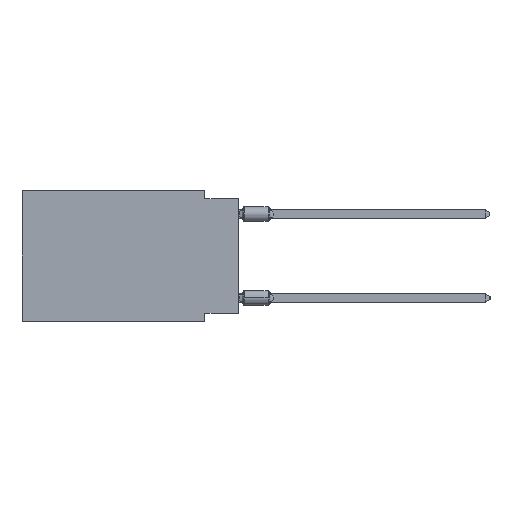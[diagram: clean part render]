
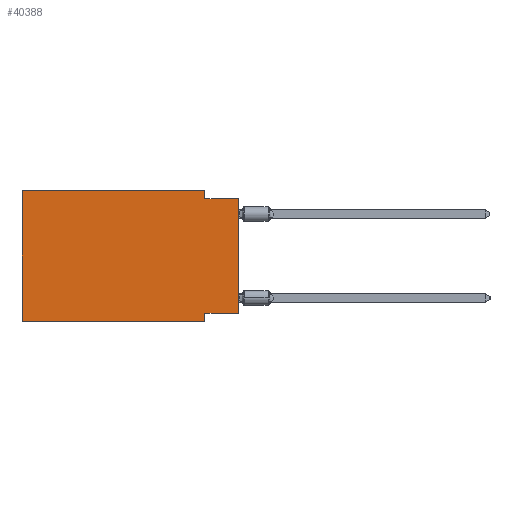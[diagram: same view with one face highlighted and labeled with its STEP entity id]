
A CAD part, left-side view. The second image highlights one B-rep face of the part: STEP entity #40388.
In plain terms, the highlighted planar face has unit normal (-1, 0, 0).
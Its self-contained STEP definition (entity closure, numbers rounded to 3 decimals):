
#870 = ORIENTED_EDGE ( 'NONE', *, *, #32342, .F. ) ;
#2002 = CARTESIAN_POINT ( 'NONE',  ( 0., 16.383, 0. ) ) ;
#6895 = EDGE_CURVE ( 'NONE', #36363, #15666, #26227, .T. ) ;
#7004 = EDGE_CURVE ( 'NONE', #36363, #30240, #15340, .T. ) ;
#7252 = ORIENTED_EDGE ( 'NONE', *, *, #54846, .F. ) ;
#7431 = CARTESIAN_POINT ( 'NONE',  ( 0., 0., -0.635 ) ) ;
#7680 = LINE ( 'NONE', #8526, #26512 ) ;
#8526 = CARTESIAN_POINT ( 'NONE',  ( 0., 0., 0. ) ) ;
#10783 = CARTESIAN_POINT ( 'NONE',  ( 0., 16.383, 0. ) ) ;
#11730 = EDGE_LOOP ( 'NONE', ( #39759, #7252, #43933, #33906, #31621, #28172, #23406, #870 ) ) ;
#12464 = CARTESIAN_POINT ( 'NONE',  ( 0., 16.383, 0. ) ) ;
#13230 = LINE ( 'NONE', #43481, #19186 ) ;
#13573 = AXIS2_PLACEMENT_3D ( 'NONE', #2002, #36265, #27981 ) ;
#15195 = DIRECTION ( 'NONE',  ( 0., 0., -1. ) ) ;
#15340 = LINE ( 'NONE', #10783, #36497 ) ;
#15666 = VERTEX_POINT ( 'NONE', #53749 ) ;
#16890 = EDGE_CURVE ( 'NONE', #48282, #20002, #13230, .T. ) ;
#17631 = EDGE_CURVE ( 'NONE', #40169, #55595, #7680, .T. ) ;
#19186 = VECTOR ( 'NONE', #39770, 1000. ) ;
#19860 = LINE ( 'NONE', #54662, #26393 ) ;
#20002 = VERTEX_POINT ( 'NONE', #37359 ) ;
#20918 = CARTESIAN_POINT ( 'NONE',  ( 0., 16.383, 0. ) ) ;
#21304 = EDGE_CURVE ( 'NONE', #28702, #15666, #54284, .T. ) ;
#21324 = LINE ( 'NONE', #12464, #32136 ) ;
#23406 = ORIENTED_EDGE ( 'NONE', *, *, #21304, .F. ) ;
#24102 = CARTESIAN_POINT ( 'NONE',  ( 0., 0., -9.271 ) ) ;
#26174 = DIRECTION ( 'NONE',  ( 0., -1., 0. ) ) ;
#26227 = LINE ( 'NONE', #43907, #29180 ) ;
#26393 = VECTOR ( 'NONE', #29252, 1000. ) ;
#26512 = VECTOR ( 'NONE', #51913, 1000. ) ;
#26786 = DIRECTION ( 'NONE',  ( 0., -1., 0. ) ) ;
#27981 = DIRECTION ( 'NONE',  ( 0., 0., -1. ) ) ;
#28172 = ORIENTED_EDGE ( 'NONE', *, *, #6895, .T. ) ;
#28198 = DIRECTION ( 'NONE',  ( 0., 0., 1. ) ) ;
#28438 = CARTESIAN_POINT ( 'NONE',  ( 0., 2.54, -9.271 ) ) ;
#28702 = VERTEX_POINT ( 'NONE', #28438 ) ;
#29180 = VECTOR ( 'NONE', #26786, 1000. ) ;
#29252 = DIRECTION ( 'NONE',  ( 0., -1., 0. ) ) ;
#30240 = VERTEX_POINT ( 'NONE', #20918 ) ;
#31621 = ORIENTED_EDGE ( 'NONE', *, *, #7004, .F. ) ;
#32136 = VECTOR ( 'NONE', #26174, 1000. ) ;
#32342 = EDGE_CURVE ( 'NONE', #40169, #28702, #46477, .T. ) ;
#33906 = ORIENTED_EDGE ( 'NONE', *, *, #43061, .F. ) ;
#34802 = CARTESIAN_POINT ( 'NONE',  ( 0., 16.383, -9.906 ) ) ;
#35703 = CARTESIAN_POINT ( 'NONE',  ( 0., 2.54, 0. ) ) ;
#36265 = DIRECTION ( 'NONE',  ( 1., 0., 0. ) ) ;
#36363 = VERTEX_POINT ( 'NONE', #34802 ) ;
#36497 = VECTOR ( 'NONE', #28198, 1000. ) ;
#37359 = CARTESIAN_POINT ( 'NONE',  ( 0., 2.54, -0.635 ) ) ;
#37713 = VECTOR ( 'NONE', #15195, 1000. ) ;
#39759 = ORIENTED_EDGE ( 'NONE', *, *, #17631, .T. ) ;
#39770 = DIRECTION ( 'NONE',  ( 0., 0., -1. ) ) ;
#40169 = VERTEX_POINT ( 'NONE', #24102 ) ;
#40388 = ADVANCED_FACE ( 'NONE', ( #47748 ), #45099, .F. ) ;
#41271 = VECTOR ( 'NONE', #50463, 1000. ) ;
#41429 = CARTESIAN_POINT ( 'NONE',  ( 0., 2.54, -9.906 ) ) ;
#43061 = EDGE_CURVE ( 'NONE', #30240, #48282, #21324, .T. ) ;
#43481 = CARTESIAN_POINT ( 'NONE',  ( 0., 2.54, 0. ) ) ;
#43907 = CARTESIAN_POINT ( 'NONE',  ( 0., 16.383, -9.906 ) ) ;
#43933 = ORIENTED_EDGE ( 'NONE', *, *, #16890, .F. ) ;
#45099 = PLANE ( 'NONE',  #13573 ) ;
#46477 = LINE ( 'NONE', #55603, #41271 ) ;
#47748 = FACE_OUTER_BOUND ( 'NONE', #11730, .T. ) ;
#48282 = VERTEX_POINT ( 'NONE', #35703 ) ;
#50463 = DIRECTION ( 'NONE',  ( 0., 1., 0. ) ) ;
#51913 = DIRECTION ( 'NONE',  ( 0., 0., 1. ) ) ;
#53749 = CARTESIAN_POINT ( 'NONE',  ( 0., 2.54, -9.906 ) ) ;
#54284 = LINE ( 'NONE', #41429, #37713 ) ;
#54662 = CARTESIAN_POINT ( 'NONE',  ( 0., 0., -0.635 ) ) ;
#54846 = EDGE_CURVE ( 'NONE', #20002, #55595, #19860, .T. ) ;
#55595 = VERTEX_POINT ( 'NONE', #7431 ) ;
#55603 = CARTESIAN_POINT ( 'NONE',  ( 0., 0., -9.271 ) ) ;
